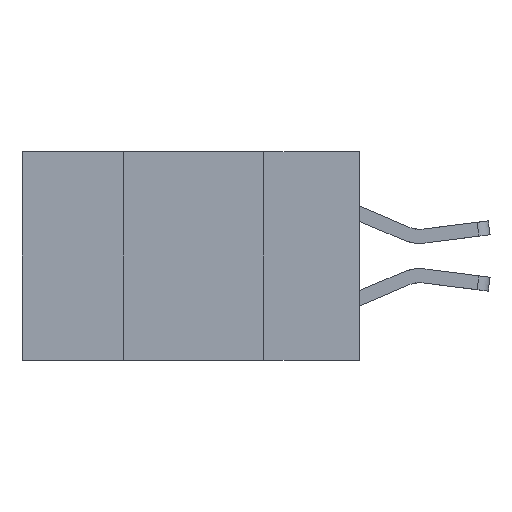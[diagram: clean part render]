
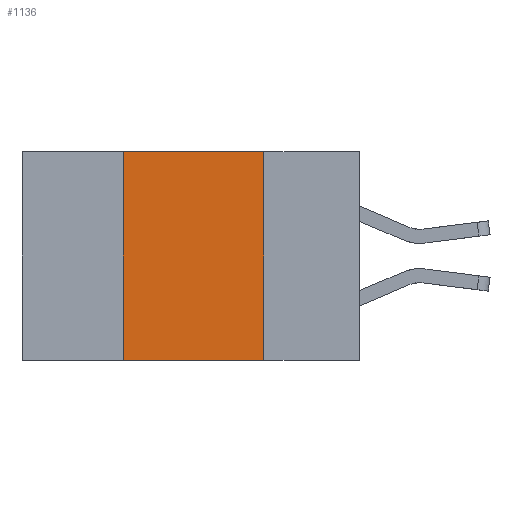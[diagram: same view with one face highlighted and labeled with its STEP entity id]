
A CAD part, left-side view. The second image highlights one B-rep face of the part: STEP entity #1136.
In plain terms, the highlighted planar face has unit normal (-1, 0, 0).
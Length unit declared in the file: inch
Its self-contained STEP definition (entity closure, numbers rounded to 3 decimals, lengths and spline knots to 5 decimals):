
#339 = VERTEX_POINT ( 'NONE', #9465 ) ;
#1132 = ORIENTED_EDGE ( 'NONE', *, *, #6343, .F. ) ;
#1136 = ADVANCED_FACE ( 'NONE', ( #7683 ), #11137, .F. ) ;
#1147 = CARTESIAN_POINT ( 'NONE',  ( 0., 0.17, 0. ) ) ;
#1374 = VECTOR ( 'NONE', #6822, 39.37008 ) ;
#1504 = ORIENTED_EDGE ( 'NONE', *, *, #10776, .F. ) ;
#1884 = DIRECTION ( 'NONE',  ( 0., 0., 1. ) ) ;
#2418 = VERTEX_POINT ( 'NONE', #8572 ) ;
#2618 = LINE ( 'NONE', #1147, #10300 ) ;
#2788 = ORIENTED_EDGE ( 'NONE', *, *, #4570, .T. ) ;
#2983 = LINE ( 'NONE', #4697, #3567 ) ;
#3094 = LINE ( 'NONE', #5819, #1374 ) ;
#3567 = VECTOR ( 'NONE', #3832, 39.37008 ) ;
#3832 = DIRECTION ( 'NONE',  ( 0., -1., 0. ) ) ;
#3886 = AXIS2_PLACEMENT_3D ( 'NONE', #7364, #6492, #5581 ) ;
#4570 = EDGE_CURVE ( 'NONE', #8570, #2418, #2983, .T. ) ;
#4656 = CARTESIAN_POINT ( 'NONE',  ( 0., 0.42, 0. ) ) ;
#4697 = CARTESIAN_POINT ( 'NONE',  ( 0., 0.6, -0.37 ) ) ;
#4835 = ORIENTED_EDGE ( 'NONE', *, *, #5873, .F. ) ;
#5133 = CARTESIAN_POINT ( 'NONE',  ( 0., 0.42, -0.37 ) ) ;
#5548 = CARTESIAN_POINT ( 'NONE',  ( 0., 0.42, 0. ) ) ;
#5581 = DIRECTION ( 'NONE',  ( 0., 0., -1. ) ) ;
#5819 = CARTESIAN_POINT ( 'NONE',  ( 0., 0.6, 0. ) ) ;
#5873 = EDGE_CURVE ( 'NONE', #8450, #339, #3094, .T. ) ;
#6343 = EDGE_CURVE ( 'NONE', #339, #2418, #2618, .T. ) ;
#6492 = DIRECTION ( 'NONE',  ( 1., 0., 0. ) ) ;
#6822 = DIRECTION ( 'NONE',  ( 0., -1., 0. ) ) ;
#7364 = CARTESIAN_POINT ( 'NONE',  ( 0., 0.6, 0. ) ) ;
#7528 = DIRECTION ( 'NONE',  ( 0., 0., -1. ) ) ;
#7683 = FACE_OUTER_BOUND ( 'NONE', #9766, .T. ) ;
#8450 = VERTEX_POINT ( 'NONE', #5548 ) ;
#8570 = VERTEX_POINT ( 'NONE', #5133 ) ;
#8572 = CARTESIAN_POINT ( 'NONE',  ( 0., 0.17, -0.37 ) ) ;
#9465 = CARTESIAN_POINT ( 'NONE',  ( 0., 0.17, 0. ) ) ;
#9766 = EDGE_LOOP ( 'NONE', ( #1132, #4835, #1504, #2788 ) ) ;
#10300 = VECTOR ( 'NONE', #7528, 39.37008 ) ;
#10776 = EDGE_CURVE ( 'NONE', #8570, #8450, #11830, .T. ) ;
#11137 = PLANE ( 'NONE',  #3886 ) ;
#11666 = VECTOR ( 'NONE', #1884, 39.37008 ) ;
#11830 = LINE ( 'NONE', #4656, #11666 ) ;
